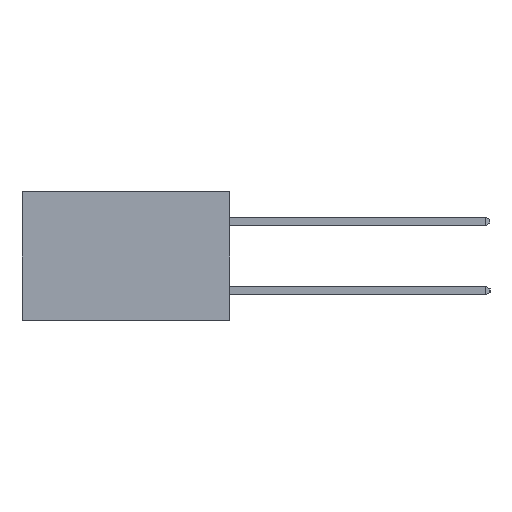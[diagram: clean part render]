
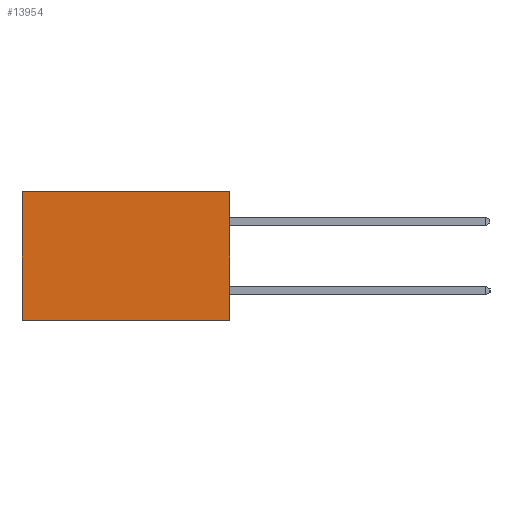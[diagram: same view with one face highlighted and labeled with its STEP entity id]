
A CAD part, left-side view. The second image highlights one B-rep face of the part: STEP entity #13954.
In plain terms, the highlighted planar face has unit normal (-1, 0, 0).
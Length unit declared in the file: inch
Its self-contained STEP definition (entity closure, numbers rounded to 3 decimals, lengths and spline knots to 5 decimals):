
#34 = CARTESIAN_POINT ( 'NONE',  ( 0.2615, 0.6, -0.37 ) ) ;
#145 = ORIENTED_EDGE ( 'NONE', *, *, #12260, .T. ) ;
#717 = EDGE_CURVE ( 'NONE', #3468, #13661, #16749, .T. ) ;
#1298 = LINE ( 'NONE', #3473, #16955 ) ;
#1648 = DIRECTION ( 'NONE',  ( 0., 0., -1. ) ) ;
#2523 = VECTOR ( 'NONE', #16165, 39.37008 ) ;
#3468 = VERTEX_POINT ( 'NONE', #19167 ) ;
#3473 = CARTESIAN_POINT ( 'NONE',  ( 0.2615, 0., -0.37 ) ) ;
#4209 = VECTOR ( 'NONE', #1648, 39.37008 ) ;
#5042 = DIRECTION ( 'NONE',  ( 0., 1., 0. ) ) ;
#6147 = LINE ( 'NONE', #14687, #2523 ) ;
#7340 = ORIENTED_EDGE ( 'NONE', *, *, #17004, .F. ) ;
#8310 = LINE ( 'NONE', #34, #4209 ) ;
#8927 = EDGE_LOOP ( 'NONE', ( #145, #7340, #9362, #11788 ) ) ;
#9170 = CARTESIAN_POINT ( 'NONE',  ( 0.2615, 0., -0.37 ) ) ;
#9362 = ORIENTED_EDGE ( 'NONE', *, *, #717, .F. ) ;
#10129 = FACE_OUTER_BOUND ( 'NONE', #8927, .T. ) ;
#10679 = DIRECTION ( 'NONE',  ( 0., 0., -1. ) ) ;
#11788 = ORIENTED_EDGE ( 'NONE', *, *, #19176, .T. ) ;
#12260 = EDGE_CURVE ( 'NONE', #17487, #18956, #8310, .T. ) ;
#12376 = VECTOR ( 'NONE', #13177, 39.37008 ) ;
#12741 = CARTESIAN_POINT ( 'NONE',  ( 0.2615, 0.6, -0.37 ) ) ;
#13048 = CARTESIAN_POINT ( 'NONE',  ( 0.2615, 0., -0.37 ) ) ;
#13177 = DIRECTION ( 'NONE',  ( 0., 0., -1. ) ) ;
#13633 = CARTESIAN_POINT ( 'NONE',  ( 0.2615, 0.6, 0. ) ) ;
#13644 = CARTESIAN_POINT ( 'NONE',  ( 0.2615, 0., -0.37 ) ) ;
#13661 = VERTEX_POINT ( 'NONE', #13048 ) ;
#13954 = ADVANCED_FACE ( 'NONE', ( #10129 ), #18034, .F. ) ;
#14687 = CARTESIAN_POINT ( 'NONE',  ( 0.2615, 0., 0. ) ) ;
#15555 = AXIS2_PLACEMENT_3D ( 'NONE', #9170, #19489, #10679 ) ;
#16165 = DIRECTION ( 'NONE',  ( 0., 1., 0. ) ) ;
#16749 = LINE ( 'NONE', #13644, #12376 ) ;
#16955 = VECTOR ( 'NONE', #5042, 39.37008 ) ;
#17004 = EDGE_CURVE ( 'NONE', #13661, #18956, #1298, .T. ) ;
#17487 = VERTEX_POINT ( 'NONE', #13633 ) ;
#18034 = PLANE ( 'NONE',  #15555 ) ;
#18956 = VERTEX_POINT ( 'NONE', #12741 ) ;
#19167 = CARTESIAN_POINT ( 'NONE',  ( 0.2615, 0., 0. ) ) ;
#19176 = EDGE_CURVE ( 'NONE', #3468, #17487, #6147, .T. ) ;
#19489 = DIRECTION ( 'NONE',  ( 1., 0., 0. ) ) ;
